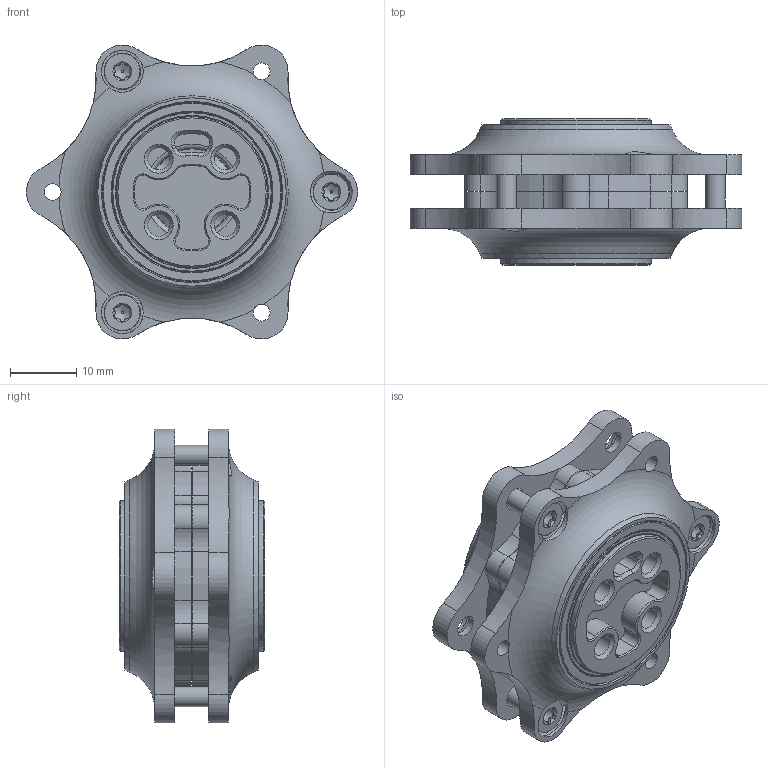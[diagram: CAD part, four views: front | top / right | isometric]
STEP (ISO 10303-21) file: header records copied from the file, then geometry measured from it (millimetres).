
FILE_DESCRIPTION(/* description */ (''),/* implementation_level */ '2;1');
FILE_NAME(/* name */ 'RDY 5022 Ant Hubmotor CAD.step',/* time_stamp */ '2024-06-26T16:28:00-04:00',/* author */ (''),/* organization */ (''),/* preprocessor_version */ 'ST-DEVELOPER v20',/* originating_system */ 'Autodesk Translation Framework v13.14.0.145',/* authorisation */ '');
FILE_SCHEMA (('AUTOMOTIVE_DESIGN { 1 0 10303 214 3 1 1 }'));
Length unit declared in the file: millimetre
Products named in the file (11): RDY 5022 Ant Hub V2; 2306 Stator; Magnet Ring; 6704 4668K256_Stainless Steel Ball Bearing; Outer hub Ant; Outer Hub Part 1; 90236A121_NO THREADS_Zinc-Plated Steel Torx Flat Head Screws; Outer Hub Part 1_1; Inner hub Ant; M4x10mm 90236A132 Torx Flat Head Screws; Central Shaft
Assembly tree (13 placements, depth 4):
  RDY 5022 Ant Hub V2
    2306 Stator
    Magnet Ring
    6704 4668K256_Stainless Steel Ball Bearing  x2
    Outer hub Ant
      Outer Hub Part 1
        90236A121_NO THREADS_Zinc-Plated Steel Torx Flat Head Screws  x3
      Outer Hub Part 1_1
    Inner hub Ant
      M4x10mm 90236A132 Torx Flat Head Screws
    Central Shaft
Bounding box: 49.89 x 22 x 44.28 mm (x, y, z)
Volume: 18211.1 mm3; surface area: 19546 mm2
Topology: 56 solids, 56 shells, 546 faces, 1415 edges, 904 vertices
Faces by surface type: cylinder 203, cone 129, plane 100, torus 54, sphere 36, bspline 24
Full cylindrical faces by diameter (mm): 2.529 x6, 3 x3, 3.3 x6, 3.332 x9, 4 x1, 4.3 x1, 6.3 x6, 10 x2, 13 x2, 20 x4, 22 x1, 22.5 x1, 22.74 x6, 22.75 x2, 22.95 x2, 23.02 x6, 24.03 x8, 24.489 x2, 26.989 x2, 27 x5
Entity records: 14801 total; most frequent: CARTESIAN_POINT 3908, DIRECTION 2393, ORIENTED_EDGE 2140, EDGE_CURVE 1070, AXIS2_PLACEMENT_3D 1036, VERTEX_POINT 706, CIRCLE 603, EDGE_LOOP 478
